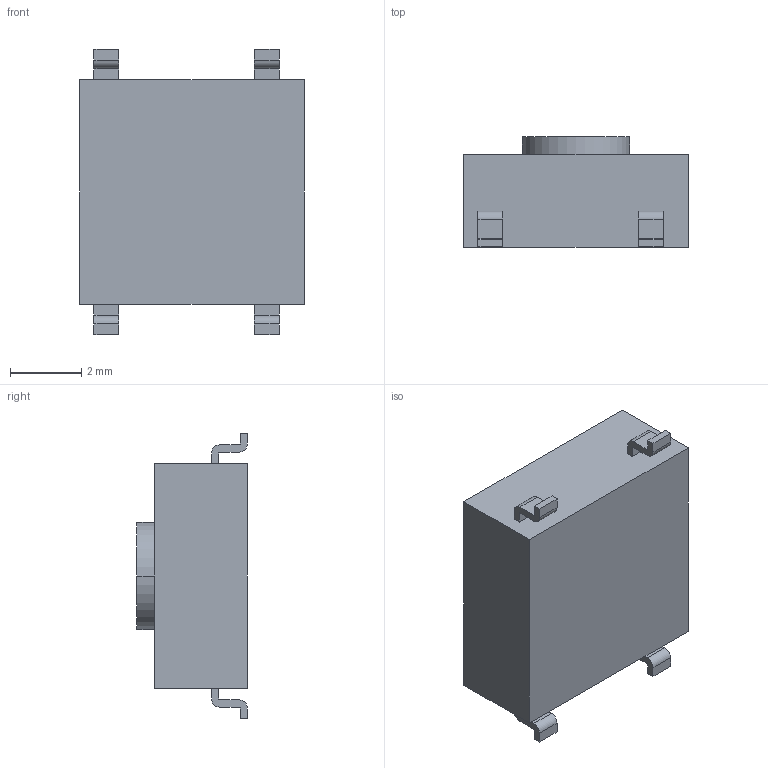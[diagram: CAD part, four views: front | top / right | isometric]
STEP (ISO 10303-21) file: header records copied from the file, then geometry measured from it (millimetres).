
FILE_DESCRIPTION(('STEP AP242'),'1');
FILE_NAME('b3fs-1000p.stp','2021-01-25T18:58:01',('TraceParts'),('TraceParts S.A.'),'Spatial InterOp 3D',' ',' ');
FILE_SCHEMA(('AP242_MANAGED_MODEL_BASED_3D_ENGINEERING_MIM_LF {1 0 10303 442 1 1 4}'));
Length unit declared in the file: millimetre
Products named in the file (1): b3fs-1000p
Bounding box: 6.3 x 3.1 x 8 mm (x, y, z)
Volume: 107.6 mm3; surface area: 160.7 mm2
Topology: 1 solids, 1 shells, 61 faces, 162 edges, 108 vertices
Faces by surface type: plane 43, cylinder 18
Entity records: 2396 total; most frequent: CARTESIAN_POINT 332, ORIENTED_EDGE 324, DIRECTION 322, EDGE_CURVE 162, LINE 126, VECTOR 126, VERTEX_POINT 108, AXIS2_PLACEMENT_3D 98
